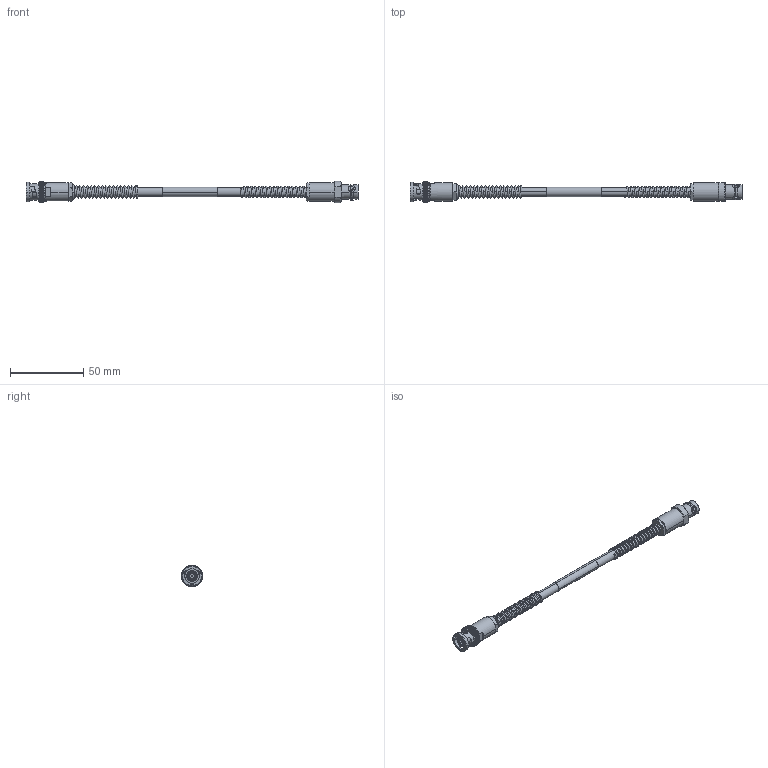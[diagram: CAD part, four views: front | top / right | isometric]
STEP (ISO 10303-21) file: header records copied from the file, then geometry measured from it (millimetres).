
FILE_DESCRIPTION (( 'STEP AP214' ), '1' );
FILE_NAME ('FM3MSA00547_3D.step', '2023-08-28T16:54:18', ( '' ), ( '' ), 'SwSTEP 2.0', 'SolidWorks 2022', '' );
FILE_SCHEMA (( 'AUTOMOTIVE_DESIGN' ));
Length unit declared in the file: inch
Products named in the file (16): 10-06575-XXX-MA1; 10-06575-XXX-MA2_LARGE S.R.; Copy of 10-06033-XXX-MA7^FMCN10-06033-210; Copy of 10-06033-XXX-MA1^FMCN10-06033-210; Copy of 10-06033-XXX-MA3^FMCN10-06033-210; Copy of 10-06033-XXX-MA4^FMCN10-06033-210; Copy of 10-06033-XXX-MA2(S)^FMCN10-06033-210; 10-06575-XXX-MA3; Copy of 10-06033-XXX-MA8^FMCN10-06033-210; FMCN10-06033-210; Copy of 10-06033-XXX-MA6^FMCN10-06033-210; 30-02001_7"; FMCN10-06575-210_LARGE S.R.; Copy of 10-06033-XXX-MA5^FMCN10-06033-210; 1AW01-003_.242" ID X 1.50; FM3MSA00547_3D
Assembly tree (15 placements, depth 3):
  FM3MSA00547_3D
    30-02001_7"
    1AW01-003_.242" ID X 1.50
    FMCN10-06033-210
      Copy of 10-06033-XXX-MA1^FMCN10-06033-210
      Copy of 10-06033-XXX-MA2(S)^FMCN10-06033-210
      Copy of 10-06033-XXX-MA3^FMCN10-06033-210
      Copy of 10-06033-XXX-MA4^FMCN10-06033-210
      Copy of 10-06033-XXX-MA5^FMCN10-06033-210
      Copy of 10-06033-XXX-MA6^FMCN10-06033-210
      Copy of 10-06033-XXX-MA7^FMCN10-06033-210
      Copy of 10-06033-XXX-MA8^FMCN10-06033-210
    FMCN10-06575-210_LARGE S.R.
      10-06575-XXX-MA1
      10-06575-XXX-MA2_LARGE S.R.
      10-06575-XXX-MA3
Bounding box: 226.58 x 14.49 x 14.49 mm (x, y, z)
Volume: 12261.3 mm3; surface area: 15571.5 mm2
Topology: 14 solids, 14 shells, 946 faces, 2557 edges, 1666 vertices
Faces by surface type: cylinder 472, torus 200, plane 155, cone 98, bspline 21
Entity records: 51473 total; most frequent: CARTESIAN_POINT 26664, ORIENTED_EDGE 5106, DIRECTION 4996, EDGE_CURVE 2553, AXIS2_PLACEMENT_3D 2142, VERTEX_POINT 1666, CIRCLE 1197, EDGE_LOOP 1009
